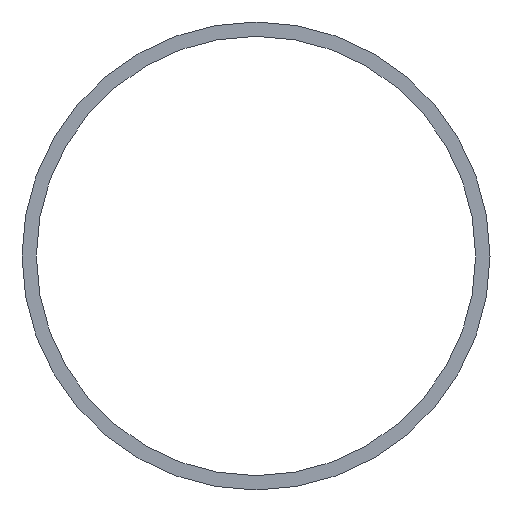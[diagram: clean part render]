
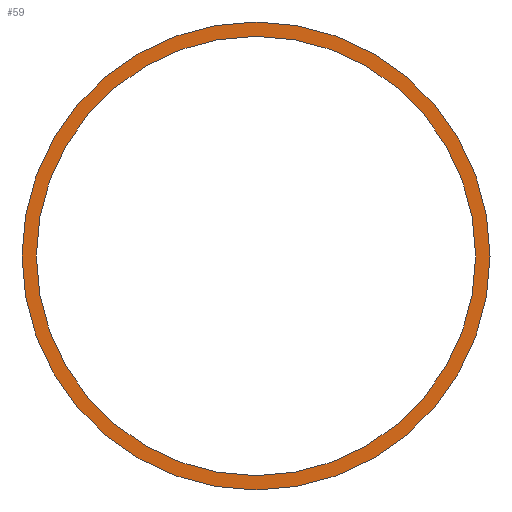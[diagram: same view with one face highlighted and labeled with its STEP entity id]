
A CAD part, left-side view. The second image highlights one B-rep face of the part: STEP entity #59.
In plain terms, the highlighted planar face has unit normal (-1, 0, 0).
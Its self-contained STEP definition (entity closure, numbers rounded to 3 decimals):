
#59 = ADVANCED_FACE( '', ( #130, #131 ), #132, .F. );
#61 = VERTEX_POINT( '', #134 );
#63 = EDGE_CURVE( '', #97, #61, #136, .T. );
#71 = EDGE_CURVE( '', #61, #97, #145, .T. );
#77 = EDGE_CURVE( '', #83, #91, #153, .T. );
#81 = EDGE_CURVE( '', #91, #83, #158, .T. );
#83 = VERTEX_POINT( '', #160 );
#91 = VERTEX_POINT( '', #169 );
#97 = VERTEX_POINT( '', #175 );
#130 = FACE_OUTER_BOUND( '', #202, .T. );
#131 = FACE_BOUND( '', #203, .T. );
#132 = PLANE( '', #204 );
#134 = CARTESIAN_POINT( '', ( 0., 0., -70. ) );
#136 = CIRCLE( '', #209, 70. );
#145 = CIRCLE( '', #220, 70. );
#153 = CIRCLE( '', #229, 65.7 );
#158 = CIRCLE( '', #235, 65.7 );
#160 = CARTESIAN_POINT( '', ( 0., 0., -65.7 ) );
#169 = CARTESIAN_POINT( '', ( 0., 0., 65.7 ) );
#175 = CARTESIAN_POINT( '', ( 0., 0., 70. ) );
#202 = EDGE_LOOP( '', ( #277, #278 ) );
#203 = EDGE_LOOP( '', ( #279, #280 ) );
#204 = AXIS2_PLACEMENT_3D( '', #281, #282, #283 );
#209 = AXIS2_PLACEMENT_3D( '', #284, #285, #286 );
#220 = AXIS2_PLACEMENT_3D( '', #298, #299, #300 );
#229 = AXIS2_PLACEMENT_3D( '', #309, #310, #311 );
#235 = AXIS2_PLACEMENT_3D( '', #320, #321, #322 );
#277 = ORIENTED_EDGE( '', *, *, #71, .F. );
#278 = ORIENTED_EDGE( '', *, *, #63, .F. );
#279 = ORIENTED_EDGE( '', *, *, #77, .T. );
#280 = ORIENTED_EDGE( '', *, *, #81, .T. );
#281 = CARTESIAN_POINT( '', ( 0., 0., 0. ) );
#282 = DIRECTION( '', ( 1., 0., 0. ) );
#283 = DIRECTION( '', ( 0., 0., -1. ) );
#284 = CARTESIAN_POINT( '', ( 0., 0., 0. ) );
#285 = DIRECTION( '', ( 1., 0., 0. ) );
#286 = DIRECTION( '', ( 0., 0., -1. ) );
#298 = CARTESIAN_POINT( '', ( 0., 0., 0. ) );
#299 = DIRECTION( '', ( 1., 0., 0. ) );
#300 = DIRECTION( '', ( 0., 0., -1. ) );
#309 = CARTESIAN_POINT( '', ( 0., 0., 0. ) );
#310 = DIRECTION( '', ( 1., 0., 0. ) );
#311 = DIRECTION( '', ( 0., 0., -1. ) );
#320 = CARTESIAN_POINT( '', ( 0., 0., 0. ) );
#321 = DIRECTION( '', ( 1., 0., 0. ) );
#322 = DIRECTION( '', ( 0., 0., -1. ) );
